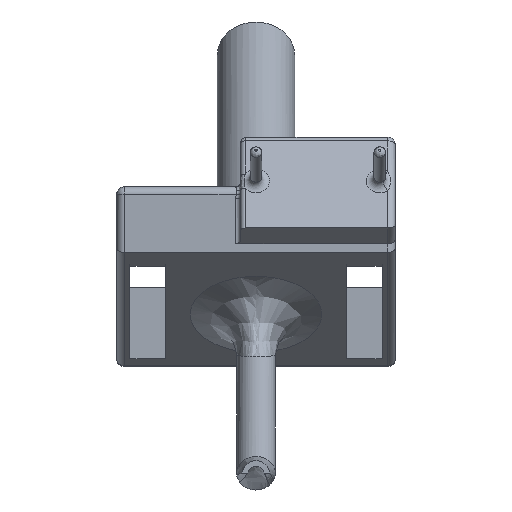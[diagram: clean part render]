
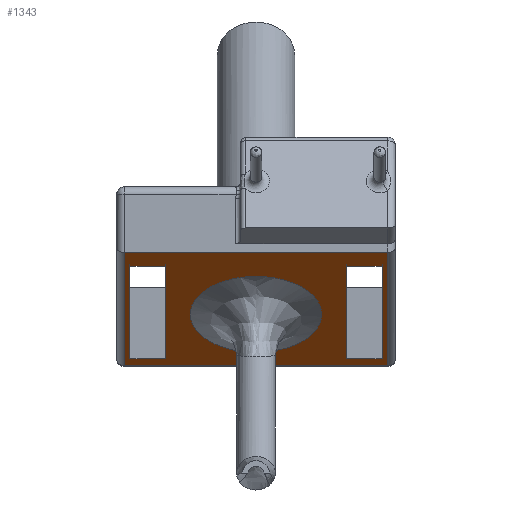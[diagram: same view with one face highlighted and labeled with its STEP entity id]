
A CAD part, left-side view. The second image highlights one B-rep face of the part: STEP entity #1343.
In plain terms, the highlighted planar face has unit normal (-0.5, 0, -0.866).
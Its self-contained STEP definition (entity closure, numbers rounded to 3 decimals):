
#27=FACE_BOUND('',#208,.T.);
#28=FACE_BOUND('',#209,.T.);
#29=FACE_BOUND('',#210,.T.);
#37=PLANE('',#1481);
#122=FACE_OUTER_BOUND('',#207,.T.);
#207=EDGE_LOOP('',(#1027,#1028,#1029,#1030));
#208=EDGE_LOOP('',(#1031,#1032,#1033,#1034));
#209=EDGE_LOOP('',(#1035,#1036,#1037,#1038));
#210=EDGE_LOOP('',(#1039));
#272=ELLIPSE('',#1480,4.907,4.25);
#322=LINE('',#2554,#417);
#323=LINE('',#2556,#418);
#324=LINE('',#2558,#419);
#325=LINE('',#2559,#420);
#326=LINE('',#2562,#421);
#327=LINE('',#2564,#422);
#328=LINE('',#2566,#423);
#329=LINE('',#2567,#424);
#330=LINE('',#2570,#425);
#331=LINE('',#2572,#426);
#332=LINE('',#2574,#427);
#333=LINE('',#2575,#428);
#417=VECTOR('',#1762,10.);
#418=VECTOR('',#1763,10.);
#419=VECTOR('',#1764,10.);
#420=VECTOR('',#1765,10.);
#421=VECTOR('',#1766,10.);
#422=VECTOR('',#1767,10.);
#423=VECTOR('',#1768,10.);
#424=VECTOR('',#1769,10.);
#425=VECTOR('',#1770,10.);
#426=VECTOR('',#1771,10.);
#427=VECTOR('',#1772,10.);
#428=VECTOR('',#1773,10.);
#612=VERTEX_POINT('',#2544);
#615=VERTEX_POINT('',#2552);
#616=VERTEX_POINT('',#2553);
#617=VERTEX_POINT('',#2555);
#618=VERTEX_POINT('',#2557);
#619=VERTEX_POINT('',#2560);
#620=VERTEX_POINT('',#2561);
#621=VERTEX_POINT('',#2563);
#622=VERTEX_POINT('',#2565);
#623=VERTEX_POINT('',#2568);
#624=VERTEX_POINT('',#2569);
#625=VERTEX_POINT('',#2571);
#626=VERTEX_POINT('',#2573);
#766=EDGE_CURVE('',#612,#612,#272,.T.);
#767=EDGE_CURVE('',#615,#616,#322,.T.);
#768=EDGE_CURVE('',#615,#617,#323,.T.);
#769=EDGE_CURVE('',#618,#617,#324,.T.);
#770=EDGE_CURVE('',#616,#618,#325,.T.);
#771=EDGE_CURVE('',#619,#620,#326,.T.);
#772=EDGE_CURVE('',#620,#621,#327,.T.);
#773=EDGE_CURVE('',#621,#622,#328,.T.);
#774=EDGE_CURVE('',#622,#619,#329,.T.);
#775=EDGE_CURVE('',#623,#624,#330,.T.);
#776=EDGE_CURVE('',#624,#625,#331,.T.);
#777=EDGE_CURVE('',#625,#626,#332,.T.);
#778=EDGE_CURVE('',#626,#623,#333,.T.);
#1027=ORIENTED_EDGE('',*,*,#767,.F.);
#1028=ORIENTED_EDGE('',*,*,#768,.T.);
#1029=ORIENTED_EDGE('',*,*,#769,.F.);
#1030=ORIENTED_EDGE('',*,*,#770,.F.);
#1031=ORIENTED_EDGE('',*,*,#771,.T.);
#1032=ORIENTED_EDGE('',*,*,#772,.T.);
#1033=ORIENTED_EDGE('',*,*,#773,.T.);
#1034=ORIENTED_EDGE('',*,*,#774,.T.);
#1035=ORIENTED_EDGE('',*,*,#775,.T.);
#1036=ORIENTED_EDGE('',*,*,#776,.T.);
#1037=ORIENTED_EDGE('',*,*,#777,.T.);
#1038=ORIENTED_EDGE('',*,*,#778,.T.);
#1039=ORIENTED_EDGE('',*,*,#766,.F.);
#1343=ADVANCED_FACE('',(#122,#27,#28,#29),#37,.T.);
#1480=AXIS2_PLACEMENT_3D('',#2550,#1758,#1759);
#1481=AXIS2_PLACEMENT_3D('',#2551,#1760,#1761);
#1758=DIRECTION('center_axis',(-0.5,0.,-0.866));
#1759=DIRECTION('ref_axis',(0.866,0.,-0.5));
#1760=DIRECTION('center_axis',(-0.5,0.,-0.866));
#1761=DIRECTION('ref_axis',(-0.866,0.,0.5));
#1762=DIRECTION('',(0.866,0.,-0.5));
#1763=DIRECTION('',(0.,1.,0.));
#1764=DIRECTION('',(-0.866,0.,0.5));
#1765=DIRECTION('',(0.,1.,0.));
#1766=DIRECTION('',(0.,-1.,0.));
#1767=DIRECTION('',(0.866,0.,-0.5));
#1768=DIRECTION('',(0.,1.,0.));
#1769=DIRECTION('',(-0.866,0.,0.5));
#1770=DIRECTION('',(0.,1.,0.));
#1771=DIRECTION('',(-0.866,0.,0.5));
#1772=DIRECTION('',(0.,-1.,0.));
#1773=DIRECTION('',(0.866,0.,-0.5));
#2544=CARTESIAN_POINT('',(23.962,0.,37.707));
#2550=CARTESIAN_POINT('Origin',(28.212,0.,35.253));
#2551=CARTESIAN_POINT('Origin',(34.712,-9.,31.5));
#2552=CARTESIAN_POINT('',(21.288,-8.5,39.25));
#2553=CARTESIAN_POINT('',(33.962,-8.5,31.933));
#2554=CARTESIAN_POINT('',(30.856,-8.5,33.726));
#2555=CARTESIAN_POINT('',(21.288,8.5,39.25));
#2556=CARTESIAN_POINT('',(21.288,-9.,39.25));
#2557=CARTESIAN_POINT('',(33.962,8.5,31.933));
#2558=CARTESIAN_POINT('',(30.856,8.5,33.726));
#2559=CARTESIAN_POINT('',(33.962,-9.,31.933));
#2560=CARTESIAN_POINT('',(22.85,-5.85,38.348));
#2561=CARTESIAN_POINT('',(22.85,-8.15,38.348));
#2562=CARTESIAN_POINT('',(22.85,-7.425,38.348));
#2563=CARTESIAN_POINT('',(33.15,-8.15,32.402));
#2564=CARTESIAN_POINT('',(31.887,-8.15,33.131));
#2565=CARTESIAN_POINT('',(33.15,-5.85,32.402));
#2566=CARTESIAN_POINT('',(33.15,-8.575,32.402));
#2567=CARTESIAN_POINT('',(35.75,-5.85,30.901));
#2568=CARTESIAN_POINT('',(33.15,5.85,32.402));
#2569=CARTESIAN_POINT('',(33.15,8.15,32.402));
#2570=CARTESIAN_POINT('',(33.15,-1.575,32.402));
#2571=CARTESIAN_POINT('',(22.85,8.15,38.348));
#2572=CARTESIAN_POINT('',(35.75,8.15,30.901));
#2573=CARTESIAN_POINT('',(22.85,5.85,38.348));
#2574=CARTESIAN_POINT('',(22.85,-0.425,38.348));
#2575=CARTESIAN_POINT('',(31.887,5.85,33.131));
